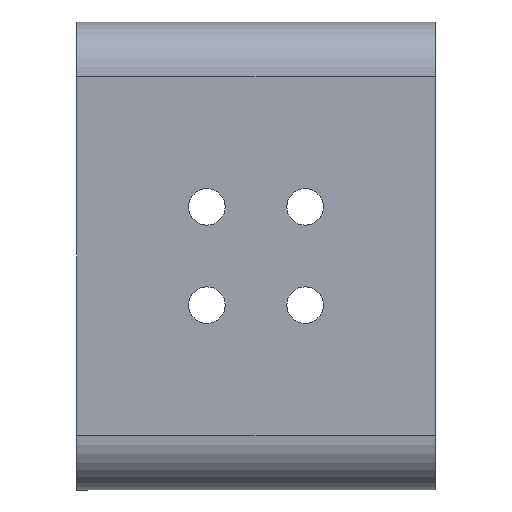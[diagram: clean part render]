
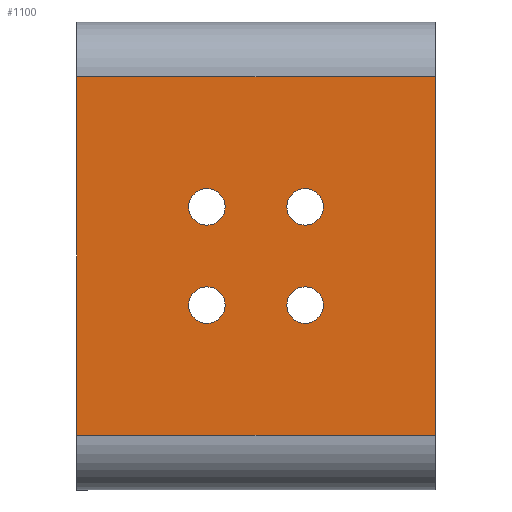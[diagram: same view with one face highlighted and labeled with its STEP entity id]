
A CAD part, left-side view. The second image highlights one B-rep face of the part: STEP entity #1100.
In plain terms, the highlighted planar face has unit normal (-1, 0, 0).
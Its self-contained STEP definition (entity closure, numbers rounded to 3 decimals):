
#1 = FACE_BOUND ( 'NONE', #7, .T. ) ;
#7 = EDGE_LOOP ( 'NONE', ( #1469, #120 ) ) ;
#13 = CARTESIAN_POINT ( 'NONE',  ( -18.555, -0.137, 36.522 ) ) ;
#16 = VERTEX_POINT ( 'NONE', #1850 ) ;
#23 = ORIENTED_EDGE ( 'NONE', *, *, #658, .F. ) ;
#27 = EDGE_CURVE ( 'NONE', #215, #398, #397, .T. ) ;
#40 = DIRECTION ( 'NONE',  ( 0., 0., -1. ) ) ;
#96 = VERTEX_POINT ( 'NONE', #867 ) ;
#120 = ORIENTED_EDGE ( 'NONE', *, *, #423, .F. ) ;
#125 = VECTOR ( 'NONE', #696, 1000. ) ;
#145 = EDGE_CURVE ( 'NONE', #1777, #449, #1352, .T. ) ;
#159 = DIRECTION ( 'NONE',  ( 1., 0., 0. ) ) ;
#172 = ORIENTED_EDGE ( 'NONE', *, *, #609, .F. ) ;
#177 = DIRECTION ( 'NONE',  ( 0., 1., 0. ) ) ;
#198 = DIRECTION ( 'NONE',  ( -1., 0., 0. ) ) ;
#213 = VECTOR ( 'NONE', #906, 1000. ) ;
#215 = VERTEX_POINT ( 'NONE', #915 ) ;
#230 = CARTESIAN_POINT ( 'NONE',  ( -18.555, -1.137, 36.522 ) ) ;
#247 = AXIS2_PLACEMENT_3D ( 'NONE', #444, #1510, #1057 ) ;
#307 = EDGE_LOOP ( 'NONE', ( #1836, #1260 ) ) ;
#312 = CIRCLE ( 'NONE', #828, 1. ) ;
#338 = AXIS2_PLACEMENT_3D ( 'NONE', #1155, #385, #376 ) ;
#344 = EDGE_LOOP ( 'NONE', ( #172, #629 ) ) ;
#376 = DIRECTION ( 'NONE',  ( 0., 1., 0. ) ) ;
#385 = DIRECTION ( 'NONE',  ( -1., 0., 0. ) ) ;
#390 = EDGE_LOOP ( 'NONE', ( #1157, #1140, #1060, #692 ) ) ;
#397 = CIRCLE ( 'NONE', #1464, 1. ) ;
#398 = VERTEX_POINT ( 'NONE', #1267 ) ;
#402 = CIRCLE ( 'NONE', #1266, 1. ) ;
#415 = CARTESIAN_POINT ( 'NONE',  ( -18.555, 6.976, 24.035 ) ) ;
#423 = EDGE_CURVE ( 'NONE', #398, #215, #1959, .T. ) ;
#438 = CARTESIAN_POINT ( 'NONE',  ( -18.555, 6.976, 45.657 ) ) ;
#439 = VERTEX_POINT ( 'NONE', #230 ) ;
#444 = CARTESIAN_POINT ( 'NONE',  ( -18.555, -5.511, 36.522 ) ) ;
#449 = VERTEX_POINT ( 'NONE', #415 ) ;
#454 = CARTESIAN_POINT ( 'NONE',  ( -18.555, -12.624, 43.635 ) ) ;
#503 = CIRCLE ( 'NONE', #565, 1. ) ;
#504 = CARTESIAN_POINT ( 'NONE',  ( -18.555, -5.511, 36.522 ) ) ;
#564 = DIRECTION ( 'NONE',  ( 0., 0., -1. ) ) ;
#565 = AXIS2_PLACEMENT_3D ( 'NONE', #1460, #1005, #726 ) ;
#579 = DIRECTION ( 'NONE',  ( -1., 0., 0. ) ) ;
#588 = CARTESIAN_POINT ( 'NONE',  ( -18.555, 0.863, 31.148 ) ) ;
#600 = CIRCLE ( 'NONE', #1719, 1. ) ;
#609 = EDGE_CURVE ( 'NONE', #96, #1561, #858, .T. ) ;
#618 = VERTEX_POINT ( 'NONE', #624 ) ;
#624 = CARTESIAN_POINT ( 'NONE',  ( -18.555, -12.624, 24.035 ) ) ;
#629 = ORIENTED_EDGE ( 'NONE', *, *, #1281, .F. ) ;
#639 = VERTEX_POINT ( 'NONE', #1832 ) ;
#658 = EDGE_CURVE ( 'NONE', #639, #439, #402, .T. ) ;
#664 = CIRCLE ( 'NONE', #1688, 1. ) ;
#674 = EDGE_CURVE ( 'NONE', #1930, #1777, #1844, .T. ) ;
#692 = ORIENTED_EDGE ( 'NONE', *, *, #1347, .T. ) ;
#696 = DIRECTION ( 'NONE',  ( 0., -1., 0. ) ) ;
#726 = DIRECTION ( 'NONE',  ( 0., 0., 1. ) ) ;
#727 = VECTOR ( 'NONE', #177, 1000. ) ;
#755 = DIRECTION ( 'NONE',  ( -1., 0., 0. ) ) ;
#828 = AXIS2_PLACEMENT_3D ( 'NONE', #504, #198, #40 ) ;
#858 = CIRCLE ( 'NONE', #247, 1. ) ;
#867 = CARTESIAN_POINT ( 'NONE',  ( -18.555, -6.511, 36.522 ) ) ;
#888 = CARTESIAN_POINT ( 'NONE',  ( -18.555, -0.137, 36.522 ) ) ;
#891 = CARTESIAN_POINT ( 'NONE',  ( -18.555, -12.624, 45.657 ) ) ;
#906 = DIRECTION ( 'NONE',  ( 0., 0., -1. ) ) ;
#915 = CARTESIAN_POINT ( 'NONE',  ( -18.555, -6.511, 31.148 ) ) ;
#938 = EDGE_LOOP ( 'NONE', ( #1571, #23 ) ) ;
#956 = AXIS2_PLACEMENT_3D ( 'NONE', #1087, #159, #1689 ) ;
#977 = EDGE_CURVE ( 'NONE', #1930, #618, #1027, .T. ) ;
#1005 = DIRECTION ( 'NONE',  ( -1., 0., 0. ) ) ;
#1016 = LINE ( 'NONE', #1936, #125 ) ;
#1027 = LINE ( 'NONE', #891, #1839 ) ;
#1039 = CARTESIAN_POINT ( 'NONE',  ( -18.555, -5.511, 31.148 ) ) ;
#1043 = CARTESIAN_POINT ( 'NONE',  ( -18.555, -0.137, 31.148 ) ) ;
#1057 = DIRECTION ( 'NONE',  ( 0., 0., -1. ) ) ;
#1060 = ORIENTED_EDGE ( 'NONE', *, *, #145, .T. ) ;
#1087 = CARTESIAN_POINT ( 'NONE',  ( -18.555, -12.624, 45.657 ) ) ;
#1090 = CARTESIAN_POINT ( 'NONE',  ( -18.555, -12.624, 43.635 ) ) ;
#1100 = ADVANCED_FACE ( 'NONE', ( #1356, #1823, #1, #1234, #1653 ), #1193, .F. ) ;
#1140 = ORIENTED_EDGE ( 'NONE', *, *, #674, .T. ) ;
#1155 = CARTESIAN_POINT ( 'NONE',  ( -18.555, -5.511, 31.148 ) ) ;
#1157 = ORIENTED_EDGE ( 'NONE', *, *, #977, .F. ) ;
#1193 = PLANE ( 'NONE',  #956 ) ;
#1234 = FACE_BOUND ( 'NONE', #307, .T. ) ;
#1260 = ORIENTED_EDGE ( 'NONE', *, *, #1394, .F. ) ;
#1266 = AXIS2_PLACEMENT_3D ( 'NONE', #13, #1824, #1545 ) ;
#1267 = CARTESIAN_POINT ( 'NONE',  ( -18.555, -4.511, 31.148 ) ) ;
#1281 = EDGE_CURVE ( 'NONE', #1561, #96, #312, .T. ) ;
#1347 = EDGE_CURVE ( 'NONE', #449, #618, #1016, .T. ) ;
#1352 = LINE ( 'NONE', #438, #213 ) ;
#1356 = FACE_BOUND ( 'NONE', #938, .T. ) ;
#1394 = EDGE_CURVE ( 'NONE', #1580, #16, #503, .T. ) ;
#1432 = EDGE_CURVE ( 'NONE', #439, #639, #600, .T. ) ;
#1460 = CARTESIAN_POINT ( 'NONE',  ( -18.555, -0.137, 31.148 ) ) ;
#1464 = AXIS2_PLACEMENT_3D ( 'NONE', #1039, #755, #1494 ) ;
#1469 = ORIENTED_EDGE ( 'NONE', *, *, #27, .F. ) ;
#1494 = DIRECTION ( 'NONE',  ( 0., 1., 0. ) ) ;
#1507 = EDGE_CURVE ( 'NONE', #16, #1580, #664, .T. ) ;
#1510 = DIRECTION ( 'NONE',  ( -1., 0., 0. ) ) ;
#1545 = DIRECTION ( 'NONE',  ( 0., -1., 0. ) ) ;
#1561 = VERTEX_POINT ( 'NONE', #1673 ) ;
#1571 = ORIENTED_EDGE ( 'NONE', *, *, #1432, .F. ) ;
#1580 = VERTEX_POINT ( 'NONE', #588 ) ;
#1639 = DIRECTION ( 'NONE',  ( 0., -1., 0. ) ) ;
#1653 = FACE_OUTER_BOUND ( 'NONE', #390, .T. ) ;
#1673 = CARTESIAN_POINT ( 'NONE',  ( -18.555, -4.511, 36.522 ) ) ;
#1688 = AXIS2_PLACEMENT_3D ( 'NONE', #1043, #579, #1800 ) ;
#1689 = DIRECTION ( 'NONE',  ( 0., 1., 0. ) ) ;
#1719 = AXIS2_PLACEMENT_3D ( 'NONE', #888, #1922, #1639 ) ;
#1777 = VERTEX_POINT ( 'NONE', #1958 ) ;
#1800 = DIRECTION ( 'NONE',  ( 0., 0., 1. ) ) ;
#1823 = FACE_BOUND ( 'NONE', #344, .T. ) ;
#1824 = DIRECTION ( 'NONE',  ( -1., 0., 0. ) ) ;
#1832 = CARTESIAN_POINT ( 'NONE',  ( -18.555, 0.863, 36.522 ) ) ;
#1836 = ORIENTED_EDGE ( 'NONE', *, *, #1507, .F. ) ;
#1839 = VECTOR ( 'NONE', #564, 1000. ) ;
#1844 = LINE ( 'NONE', #454, #727 ) ;
#1850 = CARTESIAN_POINT ( 'NONE',  ( -18.555, -1.137, 31.148 ) ) ;
#1922 = DIRECTION ( 'NONE',  ( -1., 0., 0. ) ) ;
#1930 = VERTEX_POINT ( 'NONE', #1090 ) ;
#1936 = CARTESIAN_POINT ( 'NONE',  ( -18.555, -12.624, 24.035 ) ) ;
#1958 = CARTESIAN_POINT ( 'NONE',  ( -18.555, 6.976, 43.635 ) ) ;
#1959 = CIRCLE ( 'NONE', #338, 1. ) ;
